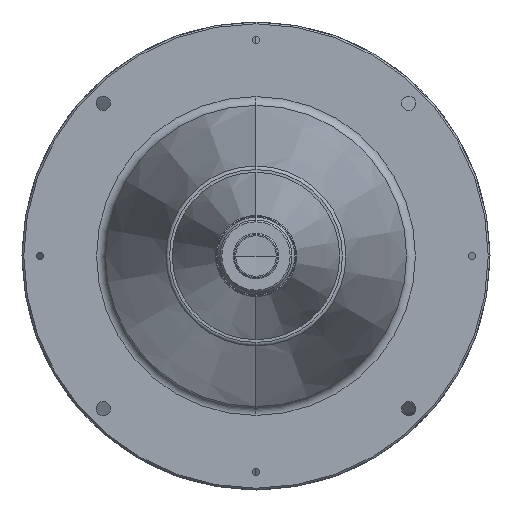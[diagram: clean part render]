
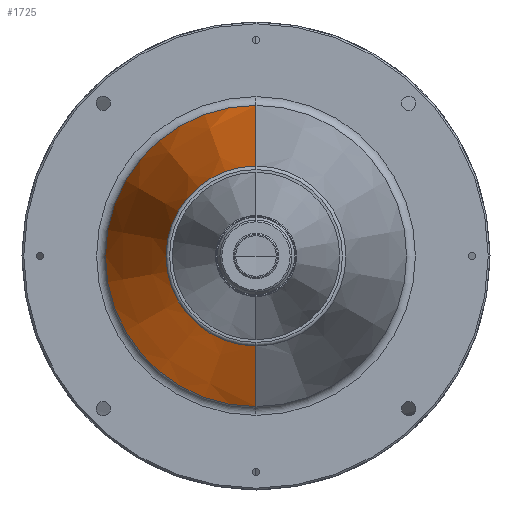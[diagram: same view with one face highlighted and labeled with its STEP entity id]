
A CAD part, left-side view. The second image highlights one B-rep face of the part: STEP entity #1725.
In plain terms, the highlighted conical face has half-angle 13.358 degrees and reference radius 50 mm.
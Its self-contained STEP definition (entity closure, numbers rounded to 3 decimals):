
#4 = DIRECTION ( 'NONE',  ( 0.973, 0., -0.231 ) ) ;
#38 = CARTESIAN_POINT ( 'NONE',  ( 336.291, 0., 0. ) ) ;
#101 = EDGE_CURVE ( 'NONE', #6692, #9620, #2113, .T. ) ;
#340 = VERTEX_POINT ( 'NONE', #5384 ) ;
#386 = VERTEX_POINT ( 'NONE', #4655 ) ;
#802 = DIRECTION ( 'NONE',  ( 0., 0., 1. ) ) ;
#1387 = CONICAL_SURFACE ( 'NONE', #8765, 50., 0.233 ) ;
#1665 = DIRECTION ( 'NONE',  ( 1., 0., 0. ) ) ;
#1725 = ADVANCED_FACE ( 'NONE', ( #4278 ), #1387, .T. ) ;
#1793 = LINE ( 'NONE', #4358, #9444 ) ;
#2113 = CIRCLE ( 'NONE', #5048, 50. ) ;
#2280 = DIRECTION ( 'NONE',  ( -1., 0., 0. ) ) ;
#3445 = ORIENTED_EDGE ( 'NONE', *, *, #101, .F. ) ;
#3611 = CARTESIAN_POINT ( 'NONE',  ( 194.479, 0., -50. ) ) ;
#3753 = EDGE_CURVE ( 'NONE', #9620, #386, #5182, .T. ) ;
#4278 = FACE_OUTER_BOUND ( 'NONE', #5586, .T. ) ;
#4358 = CARTESIAN_POINT ( 'NONE',  ( 194.479, 0., 50. ) ) ;
#4578 = DIRECTION ( 'NONE',  ( 0.973, 0., 0.231 ) ) ;
#4618 = DIRECTION ( 'NONE',  ( 0., 0., -1. ) ) ;
#4655 = CARTESIAN_POINT ( 'NONE',  ( 336.291, 0., -83.675 ) ) ;
#4981 = ORIENTED_EDGE ( 'NONE', *, *, #9100, .T. ) ;
#5048 = AXIS2_PLACEMENT_3D ( 'NONE', #6718, #2280, #7459 ) ;
#5182 = LINE ( 'NONE', #7368, #8871 ) ;
#5252 = DIRECTION ( 'NONE',  ( -1., 0., 0. ) ) ;
#5327 = CARTESIAN_POINT ( 'NONE',  ( 194.479, 0., 50. ) ) ;
#5351 = CARTESIAN_POINT ( 'NONE',  ( 194.479, 0., 0. ) ) ;
#5384 = CARTESIAN_POINT ( 'NONE',  ( 336.291, 0., 83.675 ) ) ;
#5548 = EDGE_CURVE ( 'NONE', #6692, #340, #1793, .T. ) ;
#5586 = EDGE_LOOP ( 'NONE', ( #3445, #7001, #4981, #9012 ) ) ;
#6692 = VERTEX_POINT ( 'NONE', #5327 ) ;
#6718 = CARTESIAN_POINT ( 'NONE',  ( 194.479, 0., 0. ) ) ;
#7001 = ORIENTED_EDGE ( 'NONE', *, *, #5548, .T. ) ;
#7368 = CARTESIAN_POINT ( 'NONE',  ( 194.479, 0., -50. ) ) ;
#7459 = DIRECTION ( 'NONE',  ( 0., 0., 1. ) ) ;
#8027 = AXIS2_PLACEMENT_3D ( 'NONE', #38, #5252, #802 ) ;
#8765 = AXIS2_PLACEMENT_3D ( 'NONE', #5351, #1665, #4618 ) ;
#8871 = VECTOR ( 'NONE', #4, 1000. ) ;
#9012 = ORIENTED_EDGE ( 'NONE', *, *, #3753, .F. ) ;
#9100 = EDGE_CURVE ( 'NONE', #340, #386, #9505, .T. ) ;
#9444 = VECTOR ( 'NONE', #4578, 1000. ) ;
#9505 = CIRCLE ( 'NONE', #8027, 83.675 ) ;
#9620 = VERTEX_POINT ( 'NONE', #3611 ) ;
